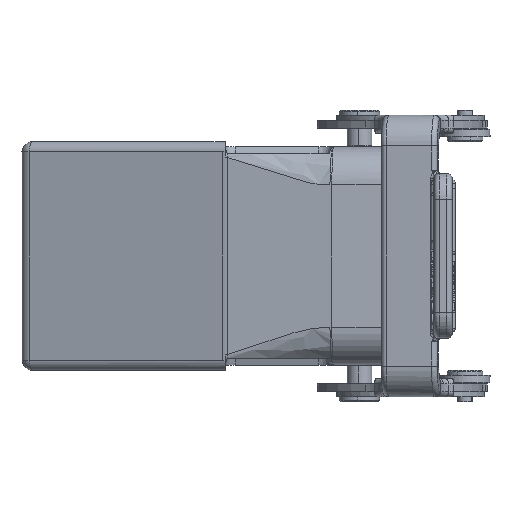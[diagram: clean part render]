
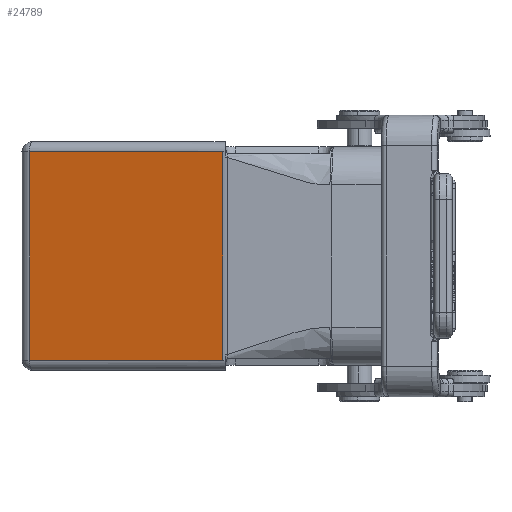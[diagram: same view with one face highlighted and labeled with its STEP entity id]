
A CAD part, left-side view. The second image highlights one B-rep face of the part: STEP entity #24789.
In plain terms, the highlighted planar face has unit normal (-0.966, 0.259, 0).
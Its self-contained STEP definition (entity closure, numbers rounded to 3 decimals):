
#329=DIRECTION('',(-0.259,-0.966,0.));
#330=VECTOR('',#329,39.439);
#331=CARTESIAN_POINT('',(-24.141,61.518,-20.5));
#332=LINE('',#331,#330);
#359=DIRECTION('',(0.,0.,-1.));
#360=VECTOR('',#359,41.);
#361=CARTESIAN_POINT('',(-24.141,61.518,20.5));
#362=LINE('',#361,#360);
#378=DIRECTION('',(0.259,0.966,0.));
#379=VECTOR('',#378,39.439);
#380=CARTESIAN_POINT('',(-34.348,23.423,20.5));
#381=LINE('',#380,#379);
#389=DIRECTION('',(0.,0.,1.));
#390=VECTOR('',#389,41.);
#391=CARTESIAN_POINT('',(-34.348,23.423,-20.5));
#392=LINE('',#391,#390);
#19598=CARTESIAN_POINT('',(-24.141,61.518,
-20.5));
#19599=VERTEX_POINT('',#19598);
#19600=CARTESIAN_POINT('',(-34.348,23.423,
-20.5));
#19601=VERTEX_POINT('',#19600);
#19602=CARTESIAN_POINT('',(-24.141,61.518,
20.5));
#19603=VERTEX_POINT('',#19602);
#19604=CARTESIAN_POINT('',(-34.348,23.423,
20.5));
#19605=VERTEX_POINT('',#19604);
#24777=CARTESIAN_POINT('',(-29.245,42.47,
0.));
#24778=DIRECTION('',(0.966,-0.259,0.));
#24779=DIRECTION('',(-0.259,-0.966,0.));
#24780=AXIS2_PLACEMENT_3D('',#24777,#24778,#24779);
#24781=PLANE('',#24780);
#24782=ORIENTED_EDGE('',*,*,#24713,.F.);
#24783=ORIENTED_EDGE('',*,*,#24743,.F.);
#24784=ORIENTED_EDGE('',*,*,#24765,.F.);
#24786=ORIENTED_EDGE('',*,*,#24785,.F.);
#24787=EDGE_LOOP('',(#24782,#24783,#24784,#24786));
#24788=FACE_OUTER_BOUND('',#24787,.F.);
#24789=ADVANCED_FACE('',(#24788),#24781,.F.);
#24713=EDGE_CURVE('',#19599,#19601,#332,.T.);
#24743=EDGE_CURVE('',#19603,#19599,#362,.T.);
#24765=EDGE_CURVE('',#19605,#19603,#381,.T.);
#24785=EDGE_CURVE('',#19601,#19605,#392,.T.);
